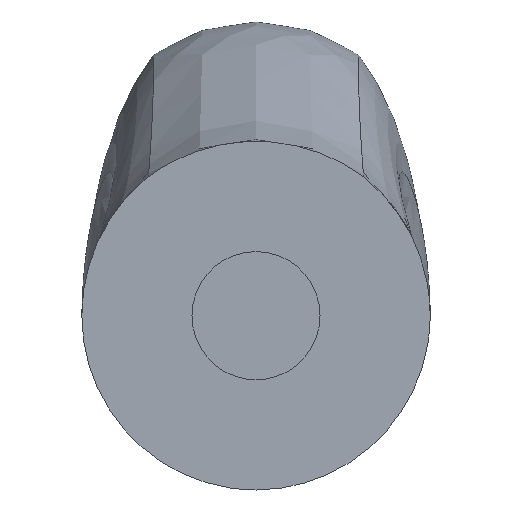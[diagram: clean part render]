
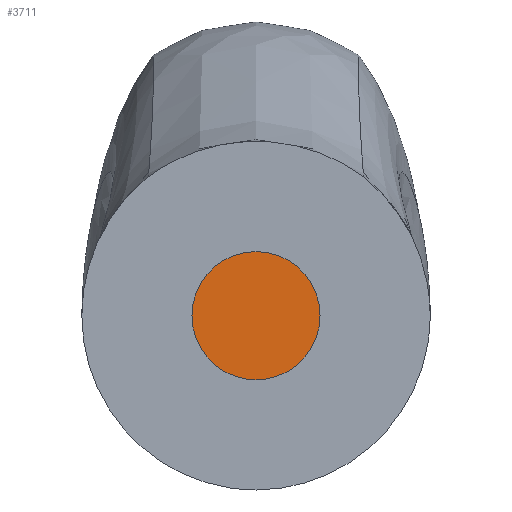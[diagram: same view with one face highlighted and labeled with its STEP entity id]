
A CAD part, left-side view. The second image highlights one B-rep face of the part: STEP entity #3711.
In plain terms, the highlighted planar face has unit normal (-1, 0, 0).
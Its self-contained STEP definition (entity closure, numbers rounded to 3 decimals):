
#3683=CARTESIAN_POINT('',(207.5,-25.,340.));
#3684=VERTEX_POINT('',#3683);
#3693=CARTESIAN_POINT('',(207.5,0.,340.));
#3694=DIRECTION('',(-1.,0.,-0.));
#3695=DIRECTION('',(-0.,-1.,0.));
#3696=AXIS2_PLACEMENT_3D('',#3693,#3694,#3695);
#3697=CIRCLE('',#3696,25.);
#3698=EDGE_CURVE('',#3684,#3684,#3697,.T.);
#3703=CARTESIAN_POINT('',(207.5,0.,340.));
#3704=DIRECTION('',(-1.,0.,-0.));
#3705=DIRECTION('',(-0.,-1.,0.));
#3706=AXIS2_PLACEMENT_3D('',#3703,#3704,#3705);
#3707=PLANE('',#3706);
#3708=ORIENTED_EDGE('',*,*,#3698,.T.);
#3709=EDGE_LOOP('',(#3708));
#3710=FACE_BOUND('',#3709,.T.);
#3711=ADVANCED_FACE('',(#3710),#3707,.T.);
